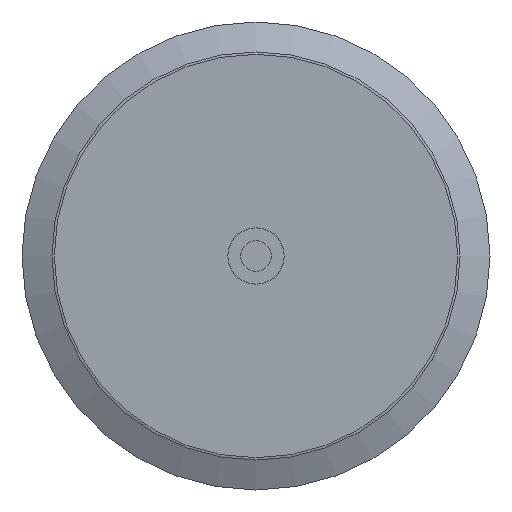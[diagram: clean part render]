
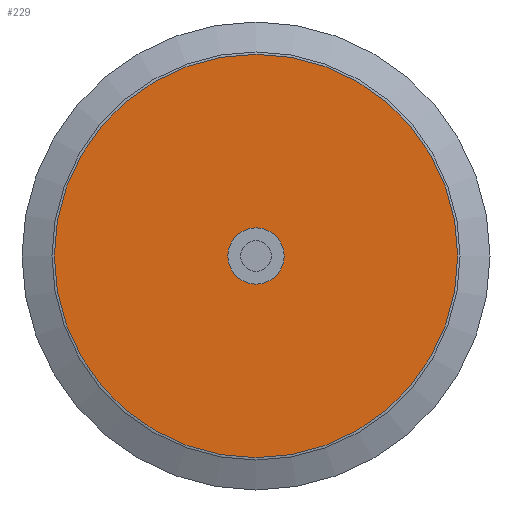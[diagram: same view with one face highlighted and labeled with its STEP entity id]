
A CAD part, front view. The second image highlights one B-rep face of the part: STEP entity #229.
In plain terms, the highlighted planar face has unit normal (0, -1, 0).
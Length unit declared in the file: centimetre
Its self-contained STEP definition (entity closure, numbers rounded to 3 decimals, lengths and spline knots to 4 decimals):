
#23=FACE_BOUND('',#71,.T.);
#48=FACE_OUTER_BOUND('',#70,.T.);
#70=EDGE_LOOP('',(#165));
#71=EDGE_LOOP('',(#166));
#107=CIRCLE('',#255,3.6203);
#108=CIRCLE('',#257,0.505);
#126=VERTEX_POINT('',#379);
#127=VERTEX_POINT('',#382);
#145=EDGE_CURVE('',#126,#126,#107,.T.);
#146=EDGE_CURVE('',#127,#127,#108,.T.);
#165=ORIENTED_EDGE('',*,*,#145,.F.);
#166=ORIENTED_EDGE('',*,*,#146,.F.);
#199=PLANE('',#256);
#229=ADVANCED_FACE('',(#48,#23),#199,.T.);
#255=AXIS2_PLACEMENT_3D('',#380,#303,#304);
#256=AXIS2_PLACEMENT_3D('',#381,#305,#306);
#257=AXIS2_PLACEMENT_3D('',#383,#307,#308);
#303=DIRECTION('center_axis',(0.,1.,0.));
#304=DIRECTION('ref_axis',(-1.,0.,0.));
#305=DIRECTION('center_axis',(0.,-1.,0.));
#306=DIRECTION('ref_axis',(0.,0.,-1.));
#307=DIRECTION('center_axis',(0.,-1.,0.));
#308=DIRECTION('ref_axis',(1.,0.,0.));
#379=CARTESIAN_POINT('',(3.6203,0.,0.));
#380=CARTESIAN_POINT('Origin',(0.,0.,0.));
#381=CARTESIAN_POINT('Origin',(2.0737,0.,0.));
#382=CARTESIAN_POINT('',(0.505,0.,0.));
#383=CARTESIAN_POINT('Origin',(0.,0.,0.));
